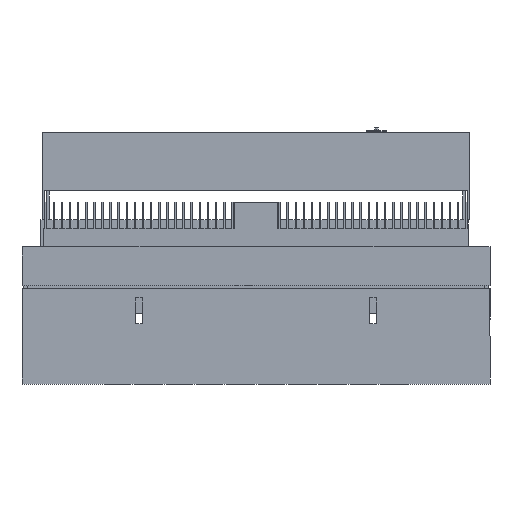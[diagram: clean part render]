
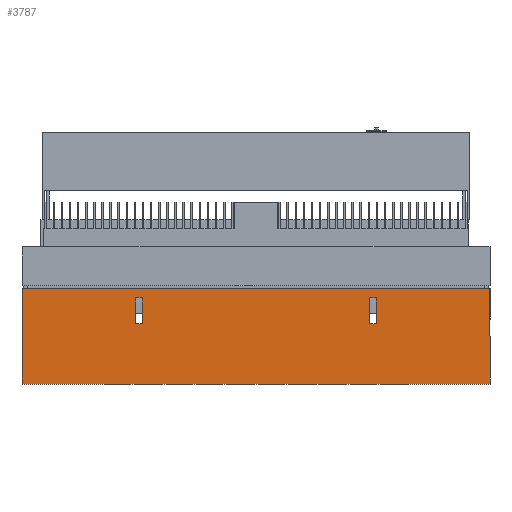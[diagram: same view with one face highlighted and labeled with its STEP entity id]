
A CAD part, left-side view. The second image highlights one B-rep face of the part: STEP entity #3787.
In plain terms, the highlighted planar face has unit normal (-1, 0, 0).
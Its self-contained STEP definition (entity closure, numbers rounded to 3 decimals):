
#101 = ORIENTED_EDGE ( 'NONE', *, *, #98453, .F. ) ;
#1145 = ORIENTED_EDGE ( 'NONE', *, *, #85894, .T. ) ;
#2842 = FACE_BOUND ( 'NONE', #84509, .T. ) ;
#3418 = DIRECTION ( 'NONE',  ( 0., -1., 0. ) ) ;
#3787 = ADVANCED_FACE ( 'NONE', ( #30257, #2842, #150800 ), #9164, .T. ) ;
#4813 = VERTEX_POINT ( 'NONE', #59792 ) ;
#8205 = VERTEX_POINT ( 'NONE', #37343 ) ;
#9164 = PLANE ( 'NONE',  #77449 ) ;
#9663 = DIRECTION ( 'NONE',  ( 0., 0., 1. ) ) ;
#10090 = DIRECTION ( 'NONE',  ( 0., 1., 0. ) ) ;
#10204 = ORIENTED_EDGE ( 'NONE', *, *, #95528, .T. ) ;
#10442 = VECTOR ( 'NONE', #10090, 39.37 ) ;
#10977 = DIRECTION ( 'NONE',  ( 0., 0., 1. ) ) ;
#11616 = ORIENTED_EDGE ( 'NONE', *, *, #126506, .T. ) ;
#12423 = EDGE_CURVE ( 'NONE', #102463, #42798, #72493, .T. ) ;
#12999 = CARTESIAN_POINT ( 'NONE',  ( 54.431, -3.787, 4.026 ) ) ;
#14293 = CARTESIAN_POINT ( 'NONE',  ( 54.431, -3.787, 3.026 ) ) ;
#15423 = CARTESIAN_POINT ( 'NONE',  ( 54.431, 0.588, 4.026 ) ) ;
#15610 = LINE ( 'NONE', #147006, #43013 ) ;
#17660 = VERTEX_POINT ( 'NONE', #103453 ) ;
#18939 = DIRECTION ( 'NONE',  ( 0., 0., 1. ) ) ;
#21023 = CARTESIAN_POINT ( 'NONE',  ( 54.431, -8.412, 3.026 ) ) ;
#26046 = DIRECTION ( 'NONE',  ( 0., 1., 0. ) ) ;
#27401 = VECTOR ( 'NONE', #3418, 39.37 ) ;
#28710 = CARTESIAN_POINT ( 'NONE',  ( 54.431, 5.213, 0.711 ) ) ;
#29213 = VERTEX_POINT ( 'NONE', #21023 ) ;
#30257 = FACE_BOUND ( 'NONE', #115920, .T. ) ;
#30669 = CARTESIAN_POINT ( 'NONE',  ( 54.431, -12.787, 1.961 ) ) ;
#31705 = CARTESIAN_POINT ( 'NONE',  ( 54.431, 0.588, 3.026 ) ) ;
#32674 = ORIENTED_EDGE ( 'NONE', *, *, #99330, .T. ) ;
#33997 = DIRECTION ( 'NONE',  ( 0., 0., 1. ) ) ;
#35509 = VECTOR ( 'NONE', #18939, 39.37 ) ;
#37343 = CARTESIAN_POINT ( 'NONE',  ( 54.431, -12.787, 4.401 ) ) ;
#39202 = LINE ( 'NONE', #112218, #35509 ) ;
#40682 = ORIENTED_EDGE ( 'NONE', *, *, #131745, .F. ) ;
#41071 = VERTEX_POINT ( 'NONE', #53246 ) ;
#42798 = VERTEX_POINT ( 'NONE', #64537 ) ;
#43013 = VECTOR ( 'NONE', #112659, 39.37 ) ;
#45707 = CARTESIAN_POINT ( 'NONE',  ( 54.431, 5.213, 2.556 ) ) ;
#50037 = ORIENTED_EDGE ( 'NONE', *, *, #96365, .F. ) ;
#51943 = VERTEX_POINT ( 'NONE', #15423 ) ;
#53246 = CARTESIAN_POINT ( 'NONE',  ( 54.431, -12.787, 0.711 ) ) ;
#57381 = VECTOR ( 'NONE', #26046, 39.37 ) ;
#57810 = ORIENTED_EDGE ( 'NONE', *, *, #12423, .T. ) ;
#59671 = VERTEX_POINT ( 'NONE', #151212 ) ;
#59792 = CARTESIAN_POINT ( 'NONE',  ( 54.431, 0.838, 4.026 ) ) ;
#62042 = DIRECTION ( 'NONE',  ( 0., 0., -1. ) ) ;
#62685 = LINE ( 'NONE', #115594, #121036 ) ;
#64537 = CARTESIAN_POINT ( 'NONE',  ( 54.431, 0.838, 3.026 ) ) ;
#65072 = DIRECTION ( 'NONE',  ( 0., 1., 0. ) ) ;
#65738 = ORIENTED_EDGE ( 'NONE', *, *, #113985, .T. ) ;
#67054 = LINE ( 'NONE', #88476, #94394 ) ;
#70967 = VERTEX_POINT ( 'NONE', #77311 ) ;
#71748 = VECTOR ( 'NONE', #119433, 39.37 ) ;
#72493 = LINE ( 'NONE', #138678, #10442 ) ;
#77311 = CARTESIAN_POINT ( 'NONE',  ( 54.431, -8.162, 4.026 ) ) ;
#77449 = AXIS2_PLACEMENT_3D ( 'NONE', #137729, #79508, #9663 ) ;
#79508 = DIRECTION ( 'NONE',  ( -1., 0., 0. ) ) ;
#80050 = VECTOR ( 'NONE', #100544, 39.37 ) ;
#81416 = LINE ( 'NONE', #45707, #105166 ) ;
#84509 = EDGE_LOOP ( 'NONE', ( #32674, #65738, #148111, #109563 ) ) ;
#84941 = CARTESIAN_POINT ( 'NONE',  ( 54.431, 0.588, 2.556 ) ) ;
#85894 = EDGE_CURVE ( 'NONE', #42798, #4813, #62685, .T. ) ;
#87877 = CARTESIAN_POINT ( 'NONE',  ( 54.431, -8.162, 3.026 ) ) ;
#88476 = CARTESIAN_POINT ( 'NONE',  ( 54.431, -3.787, 4.401 ) ) ;
#92601 = LINE ( 'NONE', #12999, #119966 ) ;
#94394 = VECTOR ( 'NONE', #65072, 39.37 ) ;
#95528 = EDGE_CURVE ( 'NONE', #51943, #102463, #118724, .T. ) ;
#96365 = EDGE_CURVE ( 'NONE', #8205, #41071, #142214, .T. ) ;
#98453 = EDGE_CURVE ( 'NONE', #134503, #17660, #81416, .T. ) ;
#99330 = EDGE_CURVE ( 'NONE', #123639, #70967, #39202, .T. ) ;
#100544 = DIRECTION ( 'NONE',  ( 0., 0., -1. ) ) ;
#102463 = VERTEX_POINT ( 'NONE', #31705 ) ;
#103453 = CARTESIAN_POINT ( 'NONE',  ( 54.431, 5.213, 4.401 ) ) ;
#105166 = VECTOR ( 'NONE', #10977, 39.37 ) ;
#106466 = LINE ( 'NONE', #107701, #71748 ) ;
#107701 = CARTESIAN_POINT ( 'NONE',  ( 54.431, -8.412, 2.556 ) ) ;
#108939 = EDGE_CURVE ( 'NONE', #59671, #29213, #106466, .T. ) ;
#109563 = ORIENTED_EDGE ( 'NONE', *, *, #128756, .T. ) ;
#112218 = CARTESIAN_POINT ( 'NONE',  ( 54.431, -8.162, 2.556 ) ) ;
#112659 = DIRECTION ( 'NONE',  ( 0., 1., 0. ) ) ;
#113985 = EDGE_CURVE ( 'NONE', #70967, #59671, #120477, .T. ) ;
#115037 = VECTOR ( 'NONE', #62042, 39.37 ) ;
#115594 = CARTESIAN_POINT ( 'NONE',  ( 54.431, 0.838, 2.556 ) ) ;
#115920 = EDGE_LOOP ( 'NONE', ( #10204, #57810, #1145, #11616 ) ) ;
#117552 = DIRECTION ( 'NONE',  ( 0., -1., 0. ) ) ;
#118724 = LINE ( 'NONE', #84941, #115037 ) ;
#119433 = DIRECTION ( 'NONE',  ( 0., 0., -1. ) ) ;
#119966 = VECTOR ( 'NONE', #117552, 39.37 ) ;
#120477 = LINE ( 'NONE', #143266, #27401 ) ;
#121036 = VECTOR ( 'NONE', #33997, 39.37 ) ;
#121232 = ORIENTED_EDGE ( 'NONE', *, *, #151508, .T. ) ;
#123101 = LINE ( 'NONE', #14293, #57381 ) ;
#123639 = VERTEX_POINT ( 'NONE', #87877 ) ;
#126506 = EDGE_CURVE ( 'NONE', #4813, #51943, #92601, .T. ) ;
#128756 = EDGE_CURVE ( 'NONE', #29213, #123639, #123101, .T. ) ;
#131745 = EDGE_CURVE ( 'NONE', #41071, #134503, #15610, .T. ) ;
#134503 = VERTEX_POINT ( 'NONE', #28710 ) ;
#137668 = EDGE_LOOP ( 'NONE', ( #50037, #121232, #101, #40682 ) ) ;
#137729 = CARTESIAN_POINT ( 'NONE',  ( 54.431, -12.787, 0.711 ) ) ;
#138678 = CARTESIAN_POINT ( 'NONE',  ( 54.431, -3.787, 3.026 ) ) ;
#142214 = LINE ( 'NONE', #30669, #80050 ) ;
#143266 = CARTESIAN_POINT ( 'NONE',  ( 54.431, -3.787, 4.026 ) ) ;
#147006 = CARTESIAN_POINT ( 'NONE',  ( 54.431, -12.787, 0.711 ) ) ;
#148111 = ORIENTED_EDGE ( 'NONE', *, *, #108939, .T. ) ;
#150800 = FACE_OUTER_BOUND ( 'NONE', #137668, .T. ) ;
#151212 = CARTESIAN_POINT ( 'NONE',  ( 54.431, -8.412, 4.026 ) ) ;
#151508 = EDGE_CURVE ( 'NONE', #8205, #17660, #67054, .T. ) ;
